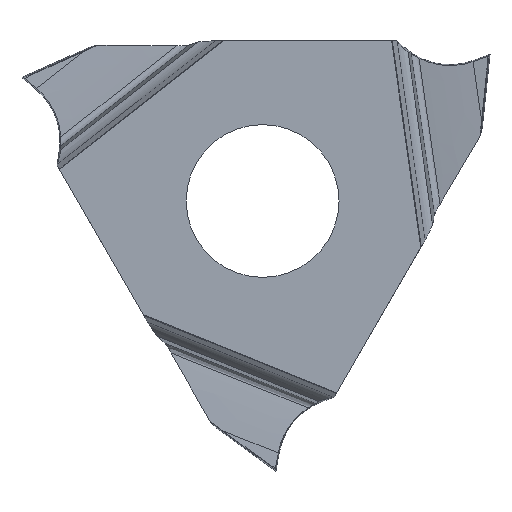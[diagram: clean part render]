
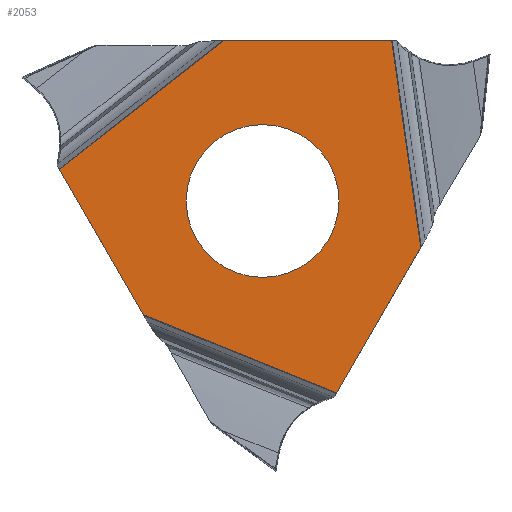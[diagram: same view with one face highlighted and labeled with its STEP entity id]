
A CAD part, left-side view. The second image highlights one B-rep face of the part: STEP entity #2053.
In plain terms, the highlighted planar face has unit normal (-1, 0, 0).
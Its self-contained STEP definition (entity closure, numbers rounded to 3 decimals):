
#42=DIRECTION('',(0.,-0.5,0.866));
#43=VECTOR('',#42,4.941);
#44=CARTESIAN_POINT('',(-3.18,-2.187,-5.652));
#45=LINE('',#44,#43);
#339=DIRECTION('',(0.,0.139,0.99));
#340=VECTOR('',#339,6.153);
#341=CARTESIAN_POINT('',(-3.18,-4.658,-1.373));
#342=LINE('',#341,#340);
#346=DIRECTION('',(0.,-0.927,-0.375));
#347=VECTOR('',#346,6.153);
#348=CARTESIAN_POINT('',(-3.18,3.518,-3.347));
#349=LINE('',#348,#347);
#872=CARTESIAN_POINT('',(-3.18,0.,0.));
#873=DIRECTION('',(1.,0.,0.));
#874=DIRECTION('',(0.,0.,-1.));
#875=AXIS2_PLACEMENT_3D('',#872,#873,#874);
#902=CARTESIAN_POINT('',(-3.18,0.,0.));
#903=DIRECTION('',(1.,0.,0.));
#904=DIRECTION('',(0.,0.,1.));
#905=AXIS2_PLACEMENT_3D('',#902,#903,#904);
#1294=DIRECTION('',(0.,-0.5,-0.866));
#1295=VECTOR('',#1294,4.941);
#1296=CARTESIAN_POINT('',(-3.18,5.988,0.932));
#1297=LINE('',#1296,#1295);
#1368=DIRECTION('',(0.,1.,0.));
#1369=VECTOR('',#1368,4.941);
#1370=CARTESIAN_POINT('',(-3.18,-3.801,4.72));
#1371=LINE('',#1370,#1369);
#1397=DIRECTION('',(0.,0.788,-0.616));
#1398=VECTOR('',#1397,6.153);
#1399=CARTESIAN_POINT('',(-3.18,1.14,4.72));
#1400=LINE('',#1399,#1398);
#1631=CARTESIAN_POINT('',(-3.18,-2.187,-5.652));
#1632=CARTESIAN_POINT('',(-3.18,-4.658,-1.373));
#1633=VERTEX_POINT('',#1631);
#1634=VERTEX_POINT('',#1632);
#1635=CARTESIAN_POINT('',(-3.18,-3.801,4.72));
#1636=CARTESIAN_POINT('',(-3.18,1.14,4.72));
#1637=VERTEX_POINT('',#1635);
#1638=VERTEX_POINT('',#1636);
#1639=CARTESIAN_POINT('',(-3.18,5.988,0.932));
#1640=CARTESIAN_POINT('',(-3.18,3.518,-3.347));
#1641=VERTEX_POINT('',#1639);
#1642=VERTEX_POINT('',#1640);
#1643=CARTESIAN_POINT('',(-3.18,0.,2.25));
#1644=CARTESIAN_POINT('',(-3.18,0.,-2.25));
#1645=VERTEX_POINT('',#1643);
#1646=VERTEX_POINT('',#1644);
#2030=CARTESIAN_POINT('',(-3.18,9.237,-9.));
#2031=DIRECTION('',(1.,0.,0.));
#2032=DIRECTION('',(0.,0.,1.));
#2033=AXIS2_PLACEMENT_3D('',#2030,#2031,#2032);
#2034=PLANE('',#2033);
#2035=ORIENTED_EDGE('',*,*,#1764,.F.);
#2037=ORIENTED_EDGE('',*,*,#2036,.F.);
#2039=ORIENTED_EDGE('',*,*,#2038,.F.);
#2041=ORIENTED_EDGE('',*,*,#2040,.F.);
#2043=ORIENTED_EDGE('',*,*,#2042,.F.);
#2044=ORIENTED_EDGE('',*,*,#2021,.F.);
#2045=EDGE_LOOP('',(#2035,#2037,#2039,#2041,#2043,#2044));
#2046=FACE_OUTER_BOUND('',#2045,.F.);
#2048=ORIENTED_EDGE('',*,*,#2047,.F.);
#2050=ORIENTED_EDGE('',*,*,#2049,.F.);
#2051=EDGE_LOOP('',(#2048,#2050));
#2052=FACE_BOUND('',#2051,.F.);
#876=CIRCLE('',#875,2.25);
#906=CIRCLE('',#905,2.25);
#1764=EDGE_CURVE('',#1633,#1634,#45,.T.);
#2021=EDGE_CURVE('',#1634,#1637,#342,.T.);
#2036=EDGE_CURVE('',#1642,#1633,#349,.T.);
#2038=EDGE_CURVE('',#1641,#1642,#1297,.T.);
#2040=EDGE_CURVE('',#1638,#1641,#1400,.T.);
#2042=EDGE_CURVE('',#1637,#1638,#1371,.T.);
#2047=EDGE_CURVE('',#1645,#1646,#906,.T.);
#2049=EDGE_CURVE('',#1646,#1645,#876,.T.);
#2053=ADVANCED_FACE('',(#2046,#2052),#2034,.F.);
